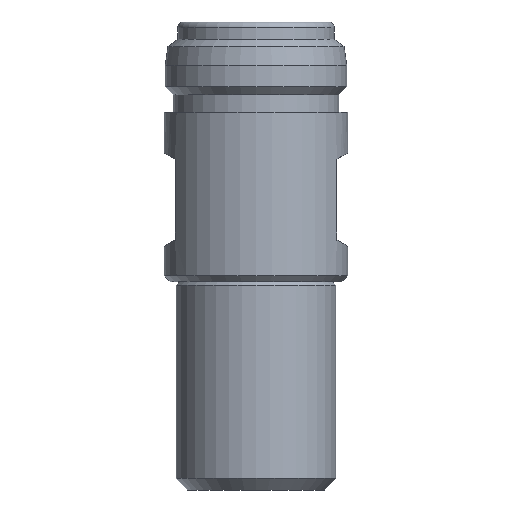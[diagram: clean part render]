
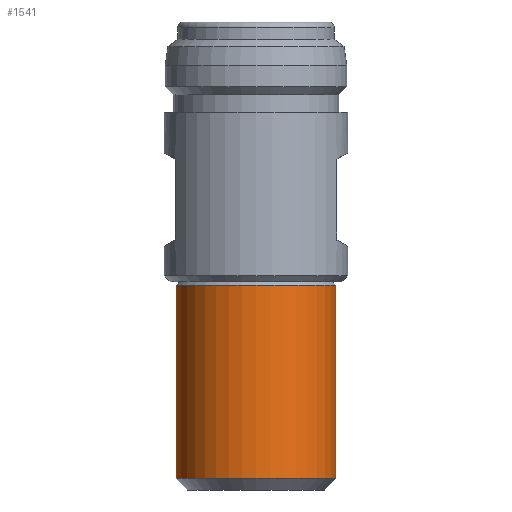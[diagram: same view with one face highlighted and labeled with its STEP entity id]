
A CAD part, front view. The second image highlights one B-rep face of the part: STEP entity #1541.
In plain terms, the highlighted cylindrical face has radius 6.9 mm (diameter 13.8 mm), a partial arc.
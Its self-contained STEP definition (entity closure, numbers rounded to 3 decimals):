
#29 = EDGE_CURVE ( 'NONE', #3320, #209, #725, .T. ) ;
#44 = EDGE_CURVE ( 'NONE', #2410, #3320, #1679, .T. ) ;
#209 = VERTEX_POINT ( 'NONE', #1385 ) ;
#256 = EDGE_LOOP ( 'NONE', ( #298, #3520, #3458, #622 ) ) ;
#257 = DIRECTION ( 'NONE',  ( 0., 0., 1. ) ) ;
#298 = ORIENTED_EDGE ( 'NONE', *, *, #888, .F. ) ;
#322 = CARTESIAN_POINT ( 'NONE',  ( -6.9, 0., -22.75 ) ) ;
#454 = FACE_OUTER_BOUND ( 'NONE', #256, .T. ) ;
#622 = ORIENTED_EDGE ( 'NONE', *, *, #1098, .F. ) ;
#725 = LINE ( 'NONE', #3290, #2797 ) ;
#877 = AXIS2_PLACEMENT_3D ( 'NONE', #1113, #3135, #2459 ) ;
#888 = EDGE_CURVE ( 'NONE', #2410, #2964, #4389, .T. ) ;
#1098 = EDGE_CURVE ( 'NONE', #2964, #209, #1530, .T. ) ;
#1113 = CARTESIAN_POINT ( 'NONE',  ( 0., 0., -22.45 ) ) ;
#1385 = CARTESIAN_POINT ( 'NONE',  ( 6.9, 0., -22.75 ) ) ;
#1530 = CIRCLE ( 'NONE', #1583, 6.9 ) ;
#1541 = ADVANCED_FACE ( 'NONE', ( #454 ), #1729, .T. ) ;
#1583 = AXIS2_PLACEMENT_3D ( 'NONE', #3259, #2568, #4285 ) ;
#1679 = CIRCLE ( 'NONE', #3133, 6.9 ) ;
#1729 = CYLINDRICAL_SURFACE ( 'NONE', #877, 6.9 ) ;
#1916 = CARTESIAN_POINT ( 'NONE',  ( 6.9, 0., -39.45 ) ) ;
#2273 = CARTESIAN_POINT ( 'NONE',  ( 0., 0., -39.45 ) ) ;
#2307 = CARTESIAN_POINT ( 'NONE',  ( -6.9, 0., -39.45 ) ) ;
#2410 = VERTEX_POINT ( 'NONE', #2307 ) ;
#2459 = DIRECTION ( 'NONE',  ( 1., 0., 0. ) ) ;
#2568 = DIRECTION ( 'NONE',  ( 0., 0., 1. ) ) ;
#2595 = DIRECTION ( 'NONE',  ( 1., 0., 0. ) ) ;
#2797 = VECTOR ( 'NONE', #3329, 1000. ) ;
#2816 = DIRECTION ( 'NONE',  ( 0., 0., 1. ) ) ;
#2964 = VERTEX_POINT ( 'NONE', #322 ) ;
#3133 = AXIS2_PLACEMENT_3D ( 'NONE', #2273, #257, #2595 ) ;
#3135 = DIRECTION ( 'NONE',  ( 0., 0., 1. ) ) ;
#3259 = CARTESIAN_POINT ( 'NONE',  ( 0., 0., -22.75 ) ) ;
#3290 = CARTESIAN_POINT ( 'NONE',  ( 6.9, 0., -22.45 ) ) ;
#3320 = VERTEX_POINT ( 'NONE', #1916 ) ;
#3329 = DIRECTION ( 'NONE',  ( 0., 0., 1. ) ) ;
#3458 = ORIENTED_EDGE ( 'NONE', *, *, #29, .T. ) ;
#3520 = ORIENTED_EDGE ( 'NONE', *, *, #44, .T. ) ;
#4065 = VECTOR ( 'NONE', #2816, 1000. ) ;
#4204 = CARTESIAN_POINT ( 'NONE',  ( -6.9, 0., -22.45 ) ) ;
#4285 = DIRECTION ( 'NONE',  ( 1., 0., 0. ) ) ;
#4389 = LINE ( 'NONE', #4204, #4065 ) ;
